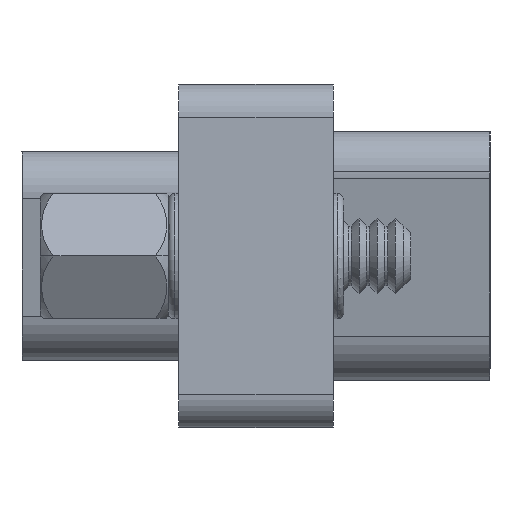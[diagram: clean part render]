
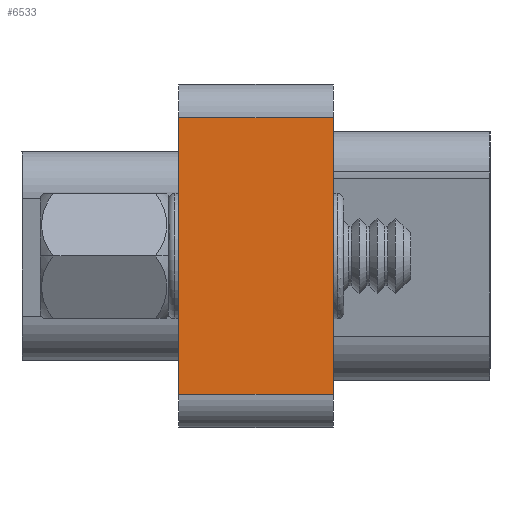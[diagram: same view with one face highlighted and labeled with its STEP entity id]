
A CAD part, left-side view. The second image highlights one B-rep face of the part: STEP entity #6533.
In plain terms, the highlighted planar face has unit normal (-1, 0, 0).
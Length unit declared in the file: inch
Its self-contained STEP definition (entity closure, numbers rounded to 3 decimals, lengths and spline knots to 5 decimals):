
#5140 = DIRECTION ( 'NONE',  ( 0., -1., 0. ) ) ;
#5141 = VECTOR ( 'NONE', #5140, 39.37008 ) ;
#5142 = CARTESIAN_POINT ( 'NONE',  ( -1.05, 0.115, -0.205 ) ) ;
#5143 = LINE ( 'NONE', #5142, #5141 ) ;
#5246 = VECTOR ( 'NONE', #5342, 39.37008 ) ;
#5247 = CARTESIAN_POINT ( 'NONE',  ( -1.05, -0.115, 0.255 ) ) ;
#5248 = DIRECTION ( 'NONE',  ( 0., 0., -1. ) ) ;
#5249 = DIRECTION ( 'NONE',  ( 1., 0., 0. ) ) ;
#5250 = CARTESIAN_POINT ( 'NONE',  ( -1.05, 0.115, 0.255 ) ) ;
#5251 = AXIS2_PLACEMENT_3D ( 'NONE', #5250, #5249, #5248 ) ;
#5252 = PLANE ( 'NONE',  #5251 ) ;
#5253 = LINE ( 'NONE', #5247, #5246 ) ;
#5282 = FACE_OUTER_BOUND ( 'NONE', #6534, .T. ) ;
#5336 = DIRECTION ( 'NONE',  ( 0., 1., 0. ) ) ;
#5337 = VECTOR ( 'NONE', #5336, 39.37008 ) ;
#5338 = CARTESIAN_POINT ( 'NONE',  ( -1.05, 0.115, 0.205 ) ) ;
#5339 = LINE ( 'NONE', #5338, #5337 ) ;
#5340 = CARTESIAN_POINT ( 'NONE',  ( -1.05, -0.115, 0.205 ) ) ;
#5341 = CARTESIAN_POINT ( 'NONE',  ( -1.05, -0.115, -0.205 ) ) ;
#5342 = DIRECTION ( 'NONE',  ( 0., 0., 1. ) ) ;
#6437 = ORIENTED_EDGE ( 'NONE', *, *, #6438, .T. ) ;
#6438 = EDGE_CURVE ( 'NONE', #30785, #6539, #5143, .T. ) ;
#6533 = ADVANCED_FACE ( 'NONE', ( #5282 ), #5252, .F. ) ;
#6534 = EDGE_LOOP ( 'NONE', ( #6536, #6544, #6547, #6437 ) ) ;
#6536 = ORIENTED_EDGE ( 'NONE', *, *, #6537, .T. ) ;
#6537 = EDGE_CURVE ( 'NONE', #6539, #6542, #5253, .T. ) ;
#6539 = VERTEX_POINT ( 'NONE', #5341 ) ;
#6542 = VERTEX_POINT ( 'NONE', #5340 ) ;
#6544 = ORIENTED_EDGE ( 'NONE', *, *, #6546, .T. ) ;
#6546 = EDGE_CURVE ( 'NONE', #6542, #30789, #5339, .T. ) ;
#6547 = ORIENTED_EDGE ( 'NONE', *, *, #30744, .F. ) ;
#22864 = DIRECTION ( 'NONE',  ( 0., 0., 1. ) ) ;
#22865 = VECTOR ( 'NONE', #22864, 39.37008 ) ;
#22866 = CARTESIAN_POINT ( 'NONE',  ( -1.05, 0.115, 0.255 ) ) ;
#22867 = LINE ( 'NONE', #22866, #22865 ) ;
#22911 = CARTESIAN_POINT ( 'NONE',  ( -1.05, 0.115, 0.205 ) ) ;
#22917 = CARTESIAN_POINT ( 'NONE',  ( -1.05, 0.115, -0.205 ) ) ;
#30744 = EDGE_CURVE ( 'NONE', #30785, #30789, #22867, .T. ) ;
#30785 = VERTEX_POINT ( 'NONE', #22917 ) ;
#30789 = VERTEX_POINT ( 'NONE', #22911 ) ;
